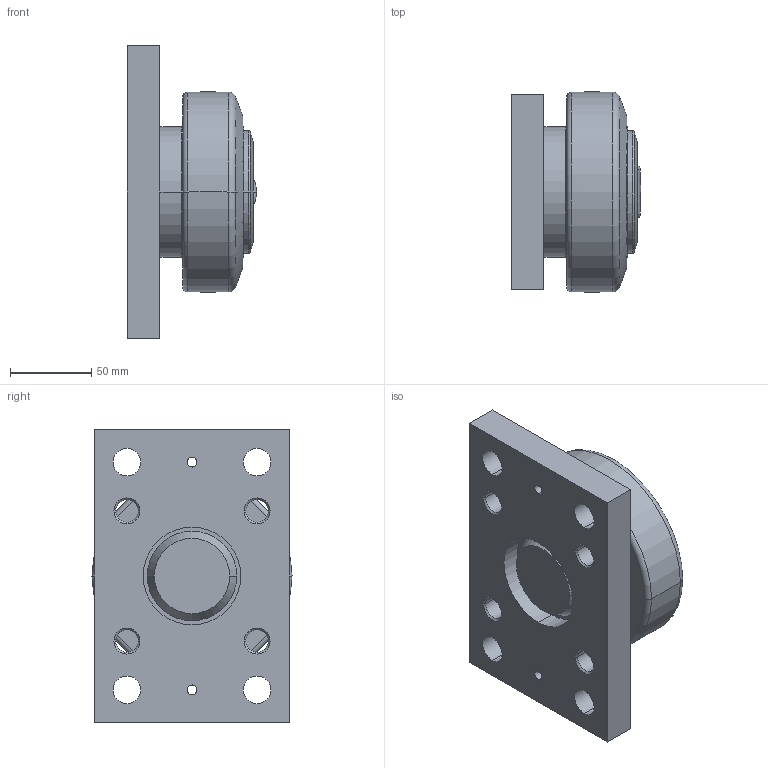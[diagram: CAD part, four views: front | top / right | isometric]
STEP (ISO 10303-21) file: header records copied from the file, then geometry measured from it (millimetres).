
FILE_DESCRIPTION(('STEP AP203'),'1');
FILE_NAME('4_079_ap4.stp','2025-10-31T09:54:04',('TraceParts'),('TraceParts S.A.S.'),'Spatial InterOp 3D',' ',' ');
FILE_SCHEMA(('CONFIG_CONTROL_DESIGN'));
Length unit declared in the file: millimetre
Products named in the file (1): 1
Bounding box: 79.5 x 122.98 x 180 mm (x, y, z)
Volume: 902124 mm3; surface area: 94328.6 mm2
Topology: 1 solids, 1 shells, 91 faces, 213 edges, 133 vertices
Faces by surface type: cylinder 34, cone 22, plane 20, torus 12, bspline 3
Entity records: 2831 total; most frequent: CARTESIAN_POINT 573, DIRECTION 510, ORIENTED_EDGE 426, AXIS2_PLACEMENT_3D 214, EDGE_CURVE 213, VERTEX_POINT 133, CIRCLE 125, EDGE_LOOP 120
